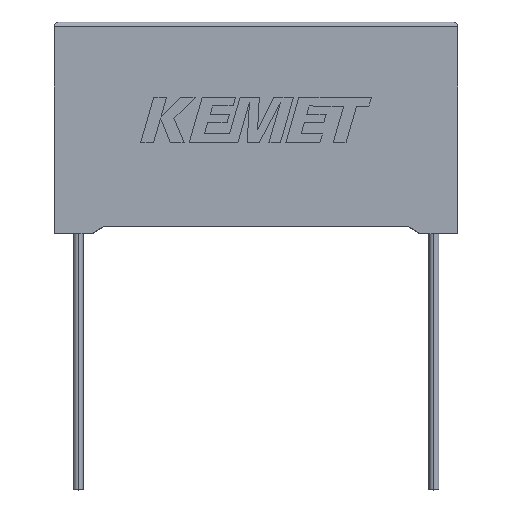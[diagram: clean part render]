
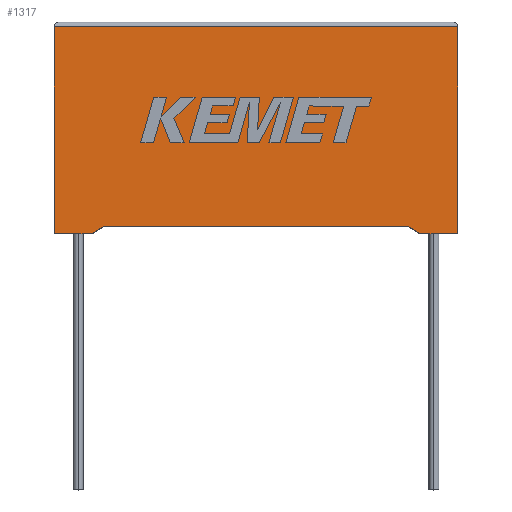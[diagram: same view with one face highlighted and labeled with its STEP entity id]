
A CAD part, top view. The second image highlights one B-rep face of the part: STEP entity #1317.
In plain terms, the highlighted planar face has unit normal (0, 0, 1).
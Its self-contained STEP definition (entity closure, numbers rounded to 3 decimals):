
#73 = CARTESIAN_POINT ( 'NONE',  ( 21.25, 0.769, 11.3 ) ) ;
#102 = CARTESIAN_POINT ( 'NONE',  ( 0., 0., 11.3 ) ) ;
#147 = CARTESIAN_POINT ( 'NONE',  ( 4., 0., 11.3 ) ) ;
#148 = VECTOR ( 'NONE', #1540, 1000. ) ;
#233 = VECTOR ( 'NONE', #1887, 1000. ) ;
#277 = AXIS2_PLACEMENT_3D ( 'NONE', #1489, #986, #1048 ) ;
#288 = CARTESIAN_POINT ( 'NONE',  ( 4., 0., 11.3 ) ) ;
#306 = CARTESIAN_POINT ( 'NONE',  ( 38.5, 0., 11.3 ) ) ;
#311 = ORIENTED_EDGE ( 'NONE', *, *, #2268, .T. ) ;
#314 = CARTESIAN_POINT ( 'NONE',  ( 38.5, 0., 11.3 ) ) ;
#321 = VECTOR ( 'NONE', #2192, 1000. ) ;
#381 = VECTOR ( 'NONE', #2921, 1000. ) ;
#389 = EDGE_LOOP ( 'NONE', ( #901, #2230, #311, #496, #3042, #1038, #2534, #3024 ) ) ;
#475 = CARTESIAN_POINT ( 'NONE',  ( 0., 0., 11.3 ) ) ;
#478 = DIRECTION ( 'NONE',  ( 1., 0., 0. ) ) ;
#496 = ORIENTED_EDGE ( 'NONE', *, *, #2396, .T. ) ;
#563 = LINE ( 'NONE', #1031, #1863 ) ;
#581 = VERTEX_POINT ( 'NONE', #288 ) ;
#586 = EDGE_CURVE ( 'NONE', #1920, #2934, #1008, .T. ) ;
#749 = PLANE ( 'NONE',  #277 ) ;
#813 = CARTESIAN_POINT ( 'NONE',  ( 5.18, 0.769, 11.3 ) ) ;
#846 = VERTEX_POINT ( 'NONE', #314 ) ;
#847 = LINE ( 'NONE', #2042, #148 ) ;
#898 = LINE ( 'NONE', #475, #233 ) ;
#901 = ORIENTED_EDGE ( 'NONE', *, *, #916, .T. ) ;
#916 = EDGE_CURVE ( 'NONE', #1093, #2061, #1097, .T. ) ;
#984 = CARTESIAN_POINT ( 'NONE',  ( 37.32, 0.769, 11.3 ) ) ;
#986 = DIRECTION ( 'NONE',  ( 0., 0., -1. ) ) ;
#1000 = VERTEX_POINT ( 'NONE', #2291 ) ;
#1008 = LINE ( 'NONE', #73, #1254 ) ;
#1031 = CARTESIAN_POINT ( 'NONE',  ( 0., 0., 11.3 ) ) ;
#1038 = ORIENTED_EDGE ( 'NONE', *, *, #586, .F. ) ;
#1048 = DIRECTION ( 'NONE',  ( -1., 0., 0. ) ) ;
#1053 = EDGE_CURVE ( 'NONE', #846, #1093, #2153, .T. ) ;
#1093 = VERTEX_POINT ( 'NONE', #2124 ) ;
#1097 = LINE ( 'NONE', #2542, #2492 ) ;
#1154 = EDGE_CURVE ( 'NONE', #1920, #846, #1940, .T. ) ;
#1254 = VECTOR ( 'NONE', #1436, 1000. ) ;
#1317 = ADVANCED_FACE ( 'NONE', ( #1906 ), #749, .F. ) ;
#1329 = VERTEX_POINT ( 'NONE', #102 ) ;
#1436 = DIRECTION ( 'NONE',  ( -1., 0., 0. ) ) ;
#1446 = DIRECTION ( 'NONE',  ( 1., 0., 0. ) ) ;
#1489 = CARTESIAN_POINT ( 'NONE',  ( 0., 0., 11.3 ) ) ;
#1497 = CARTESIAN_POINT ( 'NONE',  ( 42.5, 21.8, 11.3 ) ) ;
#1540 = DIRECTION ( 'NONE',  ( -1., 0., 0. ) ) ;
#1863 = VECTOR ( 'NONE', #1446, 1000. ) ;
#1887 = DIRECTION ( 'NONE',  ( 0., -1., 0. ) ) ;
#1906 = FACE_OUTER_BOUND ( 'NONE', #389, .T. ) ;
#1920 = VERTEX_POINT ( 'NONE', #984 ) ;
#1940 = LINE ( 'NONE', #306, #321 ) ;
#2042 = CARTESIAN_POINT ( 'NONE',  ( 0., 21.8, 11.3 ) ) ;
#2061 = VERTEX_POINT ( 'NONE', #1497 ) ;
#2124 = CARTESIAN_POINT ( 'NONE',  ( 42.5, 0., 11.3 ) ) ;
#2153 = LINE ( 'NONE', #2583, #2247 ) ;
#2192 = DIRECTION ( 'NONE',  ( 0.838, -0.546, 0. ) ) ;
#2230 = ORIENTED_EDGE ( 'NONE', *, *, #2770, .T. ) ;
#2247 = VECTOR ( 'NONE', #478, 1000. ) ;
#2268 = EDGE_CURVE ( 'NONE', #1000, #1329, #898, .T. ) ;
#2291 = CARTESIAN_POINT ( 'NONE',  ( 0., 21.8, 11.3 ) ) ;
#2378 = LINE ( 'NONE', #147, #381 ) ;
#2396 = EDGE_CURVE ( 'NONE', #1329, #581, #563, .T. ) ;
#2406 = EDGE_CURVE ( 'NONE', #2934, #581, #2378, .T. ) ;
#2492 = VECTOR ( 'NONE', #3017, 1000. ) ;
#2534 = ORIENTED_EDGE ( 'NONE', *, *, #1154, .T. ) ;
#2542 = CARTESIAN_POINT ( 'NONE',  ( 42.5, 0., 11.3 ) ) ;
#2583 = CARTESIAN_POINT ( 'NONE',  ( 0., 0., 11.3 ) ) ;
#2770 = EDGE_CURVE ( 'NONE', #2061, #1000, #847, .T. ) ;
#2921 = DIRECTION ( 'NONE',  ( -0.838, -0.546, 0. ) ) ;
#2934 = VERTEX_POINT ( 'NONE', #813 ) ;
#3017 = DIRECTION ( 'NONE',  ( 0., 1., 0. ) ) ;
#3024 = ORIENTED_EDGE ( 'NONE', *, *, #1053, .T. ) ;
#3042 = ORIENTED_EDGE ( 'NONE', *, *, #2406, .F. ) ;
